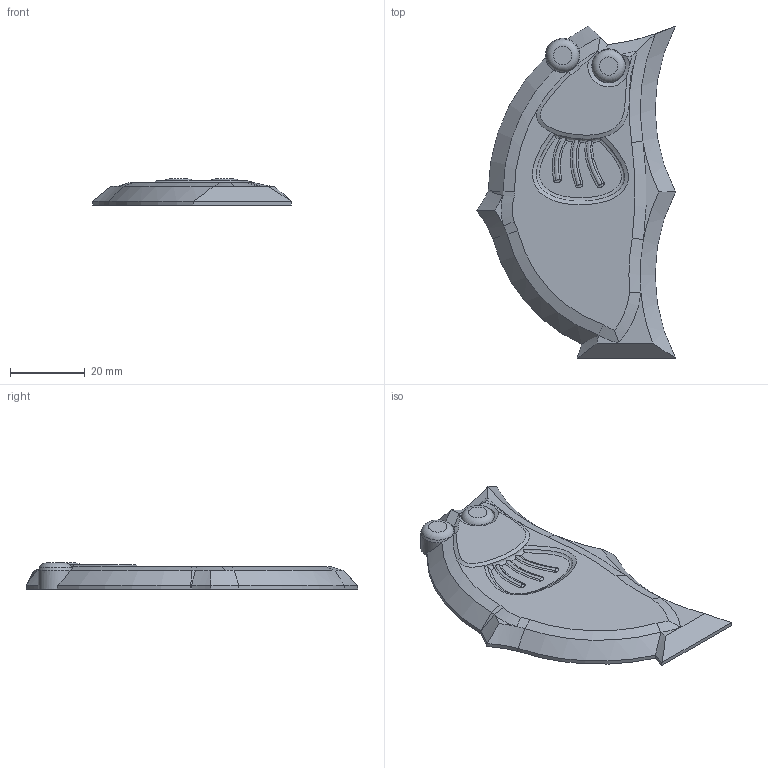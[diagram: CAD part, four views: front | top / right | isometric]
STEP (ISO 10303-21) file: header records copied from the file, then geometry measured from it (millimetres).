
FILE_DESCRIPTION(/* description */ (''),/* implementation_level */ '2;1');
FILE_NAME(/* name */ 'Pottery Contour Tool - 3.5 Bubble v5.step',/* time_stamp */ '2024-04-29T15:52:01-07:00',/* author */ (''),/* organization */ (''),/* preprocessor_version */ 'ST-DEVELOPER v20',/* originating_system */ 'Autodesk Translation Framework v12.20.1.177',/* authorisation */ '');
FILE_SCHEMA (('AUTOMOTIVE_DESIGN { 1 0 10303 214 3 1 1 }'));
Length unit declared in the file: millimetre
Products named in the file (1): Pottery Contour Tool - 4-5/8, 3-1/2 Bubble
Bounding box: 53.21 x 88.9 x 7 mm (x, y, z)
Volume: 17318.7 mm3; surface area: 7666.3 mm2
Topology: 1 solids, 1 shells, 82 faces, 203 edges, 123 vertices
Faces by surface type: cone 31, bspline 23, cylinder 14, plane 12, torus 2
Full cylindrical faces by diameter (mm): 9.171 x1
Entity records: 3723 total; most frequent: CARTESIAN_POINT 1920, ORIENTED_EDGE 406, DIRECTION 306, EDGE_CURVE 203, AXIS2_PLACEMENT_3D 142, VERTEX_POINT 123, B_SPLINE_CURVE_WITH_KNOTS 93, FACE_OUTER_BOUND 82
